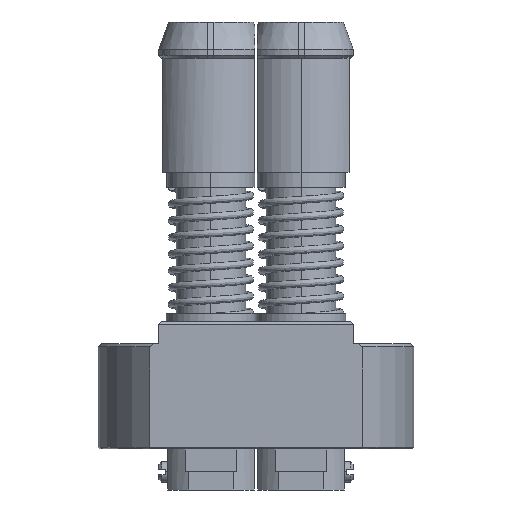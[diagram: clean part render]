
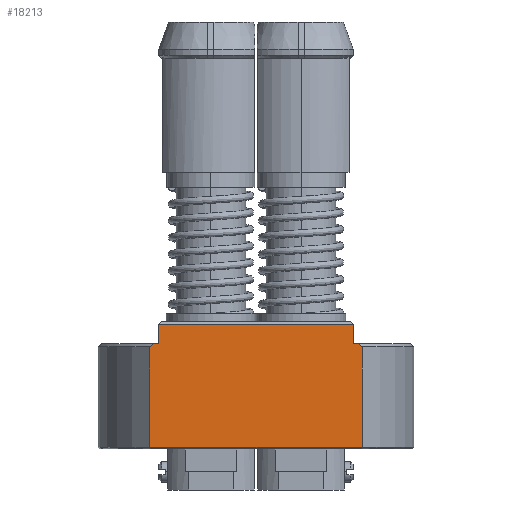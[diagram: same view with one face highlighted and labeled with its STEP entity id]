
A CAD part, left-side view. The second image highlights one B-rep face of the part: STEP entity #18213.
In plain terms, the highlighted planar face has unit normal (-1, 0, 0).
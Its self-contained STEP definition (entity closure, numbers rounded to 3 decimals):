
#49 = B_SPLINE_CURVE_WITH_KNOTS ( 'NONE', 3,
 ( #58950, #86787, #24378, #52121 ),
 .UNSPECIFIED., .F., .F.,
 ( 4, 4 ),
 ( 0., 0. ),
 .UNSPECIFIED. ) ;
#1408 = EDGE_CURVE ( 'NONE', #77748, #80585, #61165, .T. ) ;
#1529 = CARTESIAN_POINT ( 'NONE',  ( -11.75, -14., -5.064 ) ) ;
#2431 = CARTESIAN_POINT ( 'NONE',  ( -11.75, -10.084, -6.764 ) ) ;
#11048 = EDGE_CURVE ( 'NONE', #57439, #35878, #82664, .T. ) ;
#11696 = ORIENTED_EDGE ( 'NONE', *, *, #56708, .T. ) ;
#13422 = VECTOR ( 'NONE', #21378, 1000. ) ;
#14784 = PLANE ( 'NONE',  #59686 ) ;
#14999 = VECTOR ( 'NONE', #46395, 1000. ) ;
#15090 = VERTEX_POINT ( 'NONE', #33370 ) ;
#15481 = LINE ( 'NONE', #43239, #58410 ) ;
#16122 = DIRECTION ( 'NONE',  ( 0., 1., 0. ) ) ;
#16543 = CARTESIAN_POINT ( 'NONE',  ( -11.75, -10.084, -6.764 ) ) ;
#18213 = ADVANCED_FACE ( 'NONE', ( #77149 ), #14784, .T. ) ;
#18607 = CARTESIAN_POINT ( 'NONE',  ( -11.75, 4.084, -13.564 ) ) ;
#19026 = EDGE_CURVE ( 'NONE', #68467, #21230, #15481, .T. ) ;
#20290 = CARTESIAN_POINT ( 'NONE',  ( -11.75, 3.5, -5.064 ) ) ;
#20938 = EDGE_CURVE ( 'NONE', #35878, #15090, #50711, .T. ) ;
#20992 = EDGE_CURVE ( 'NONE', #21230, #59906, #87620, .T. ) ;
#21047 = ORIENTED_EDGE ( 'NONE', *, *, #20938, .T. ) ;
#21230 = VERTEX_POINT ( 'NONE', #83896 ) ;
#21378 = DIRECTION ( 'NONE',  ( 0., 0., 1. ) ) ;
#23490 = EDGE_CURVE ( 'NONE', #15090, #74948, #49, .T. ) ;
#24378 = CARTESIAN_POINT ( 'NONE',  ( -11.75, 3.985, -6.697 ) ) ;
#25220 = CARTESIAN_POINT ( 'NONE',  ( -11.75, -9.5, -5.064 ) ) ;
#25909 = ORIENTED_EDGE ( 'NONE', *, *, #11048, .T. ) ;
#26607 = DIRECTION ( 'NONE',  ( 0., -1., 0. ) ) ;
#29316 = VECTOR ( 'NONE', #48060, 1000. ) ;
#29342 = DIRECTION ( 'NONE',  ( -1., 0., 0. ) ) ;
#30233 = CARTESIAN_POINT ( 'NONE',  ( -11.75, -9.985, -6.697 ) ) ;
#31274 = B_SPLINE_CURVE_WITH_KNOTS ( 'NONE', 3,
 ( #2431, #30233, #57978, #85791 ),
 .UNSPECIFIED., .F., .F.,
 ( 4, 4 ),
 ( 0., 0. ),
 .UNSPECIFIED. ) ;
#31300 = CARTESIAN_POINT ( 'NONE',  ( -11.75, -9.784, -6.564 ) ) ;
#33370 = CARTESIAN_POINT ( 'NONE',  ( -11.75, 3.784, -6.564 ) ) ;
#34419 = LINE ( 'NONE', #62158, #65700 ) ;
#35878 = VERTEX_POINT ( 'NONE', #39447 ) ;
#37927 = VECTOR ( 'NONE', #26607, 1000. ) ;
#38864 = CARTESIAN_POINT ( 'NONE',  ( -11.75, -9.5, -5.264 ) ) ;
#39447 = CARTESIAN_POINT ( 'NONE',  ( -11.75, 3.5, -6.564 ) ) ;
#40200 = CARTESIAN_POINT ( 'NONE',  ( -11.75, 3.5, -5.264 ) ) ;
#40369 = EDGE_CURVE ( 'NONE', #74948, #77748, #80984, .T. ) ;
#43239 = CARTESIAN_POINT ( 'NONE',  ( -11.75, -14., -6.564 ) ) ;
#46395 = DIRECTION ( 'NONE',  ( 0., 0., -1. ) ) ;
#48060 = DIRECTION ( 'NONE',  ( 0., 0., -1. ) ) ;
#49393 = ORIENTED_EDGE ( 'NONE', *, *, #23490, .T. ) ;
#50711 = LINE ( 'NONE', #78490, #66766 ) ;
#52121 = CARTESIAN_POINT ( 'NONE',  ( -11.75, 4.084, -6.764 ) ) ;
#52969 = DIRECTION ( 'NONE',  ( 0., 0., 1. ) ) ;
#55970 = LINE ( 'NONE', #83768, #13422 ) ;
#56708 = EDGE_CURVE ( 'NONE', #80585, #66331, #55970, .T. ) ;
#57102 = DIRECTION ( 'NONE',  ( 0., 0., 1. ) ) ;
#57279 = ORIENTED_EDGE ( 'NONE', *, *, #77663, .T. ) ;
#57439 = VERTEX_POINT ( 'NONE', #40200 ) ;
#57978 = CARTESIAN_POINT ( 'NONE',  ( -11.75, -9.885, -6.63 ) ) ;
#58410 = VECTOR ( 'NONE', #70982, 1000. ) ;
#58950 = CARTESIAN_POINT ( 'NONE',  ( -11.75, 3.784, -6.564 ) ) ;
#59686 = AXIS2_PLACEMENT_3D ( 'NONE', #1529, #29342, #57102 ) ;
#59852 = EDGE_CURVE ( 'NONE', #66331, #68467, #31274, .T. ) ;
#59906 = VERTEX_POINT ( 'NONE', #38864 ) ;
#60852 = ORIENTED_EDGE ( 'NONE', *, *, #59852, .T. ) ;
#61165 = LINE ( 'NONE', #89046, #37927 ) ;
#62158 = CARTESIAN_POINT ( 'NONE',  ( -11.75, 3.5, -5.264 ) ) ;
#63156 = CARTESIAN_POINT ( 'NONE',  ( -11.75, 4.084, -6.764 ) ) ;
#63364 = ORIENTED_EDGE ( 'NONE', *, *, #40369, .T. ) ;
#64527 = EDGE_LOOP ( 'NONE', ( #63364, #66840, #11696, #60852, #78878, #74584, #57279, #25909, #21047, #49393 ) ) ;
#65700 = VECTOR ( 'NONE', #90030, 1000. ) ;
#66331 = VERTEX_POINT ( 'NONE', #16543 ) ;
#66766 = VECTOR ( 'NONE', #16122, 1000. ) ;
#66840 = ORIENTED_EDGE ( 'NONE', *, *, #1408, .T. ) ;
#68467 = VERTEX_POINT ( 'NONE', #31300 ) ;
#70982 = DIRECTION ( 'NONE',  ( 0., 1., 0. ) ) ;
#71231 = CARTESIAN_POINT ( 'NONE',  ( -11.75, 4.084, -13.464 ) ) ;
#72441 = CARTESIAN_POINT ( 'NONE',  ( -11.75, -10.084, -13.464 ) ) ;
#74584 = ORIENTED_EDGE ( 'NONE', *, *, #20992, .T. ) ;
#74948 = VERTEX_POINT ( 'NONE', #63156 ) ;
#76997 = VECTOR ( 'NONE', #52969, 1000. ) ;
#77149 = FACE_OUTER_BOUND ( 'NONE', #64527, .T. ) ;
#77663 = EDGE_CURVE ( 'NONE', #59906, #57439, #34419, .T. ) ;
#77748 = VERTEX_POINT ( 'NONE', #71231 ) ;
#78490 = CARTESIAN_POINT ( 'NONE',  ( -11.75, -14., -6.564 ) ) ;
#78878 = ORIENTED_EDGE ( 'NONE', *, *, #19026, .T. ) ;
#80585 = VERTEX_POINT ( 'NONE', #72441 ) ;
#80984 = LINE ( 'NONE', #18607, #14999 ) ;
#82664 = LINE ( 'NONE', #20290, #29316 ) ;
#83768 = CARTESIAN_POINT ( 'NONE',  ( -11.75, -10.084, -13.564 ) ) ;
#83896 = CARTESIAN_POINT ( 'NONE',  ( -11.75, -9.5, -6.564 ) ) ;
#85791 = CARTESIAN_POINT ( 'NONE',  ( -11.75, -9.784, -6.564 ) ) ;
#86787 = CARTESIAN_POINT ( 'NONE',  ( -11.75, 3.885, -6.63 ) ) ;
#87620 = LINE ( 'NONE', #25220, #76997 ) ;
#89046 = CARTESIAN_POINT ( 'NONE',  ( -11.75, -14., -13.464 ) ) ;
#90030 = DIRECTION ( 'NONE',  ( 0., 1., 0. ) ) ;
